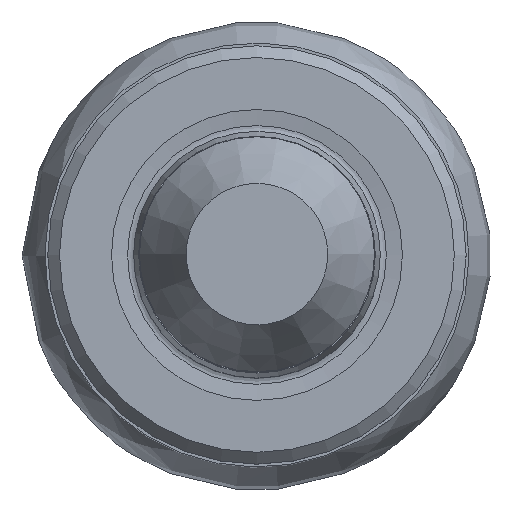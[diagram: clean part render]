
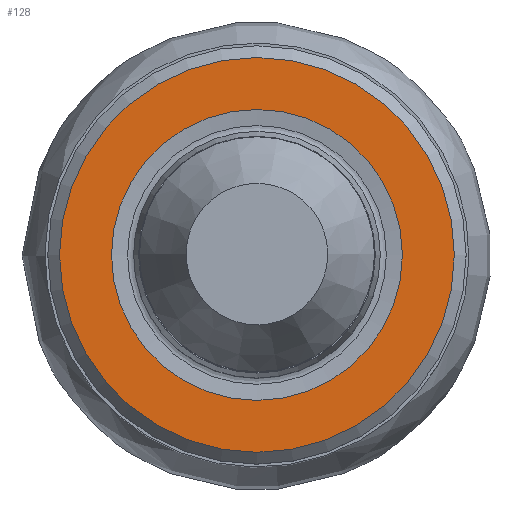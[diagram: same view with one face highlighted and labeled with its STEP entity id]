
A CAD part, top view. The second image highlights one B-rep face of the part: STEP entity #128.
In plain terms, the highlighted planar face has unit normal (0, 0, 1).
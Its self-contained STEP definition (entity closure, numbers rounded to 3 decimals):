
#116=PLANE('',#454);
#128=ADVANCED_FACE('CU_SU1',(#166,#167),#116,.F.);
#166=FACE_BOUND('',#212,.T.);
#167=FACE_BOUND('',#213,.T.);
#212=EDGE_LOOP('',(#258));
#213=EDGE_LOOP('',(#259));
#258=ORIENTED_EDGE('',*,*,#319,.F.);
#259=ORIENTED_EDGE('',*,*,#320,.T.);
#295=VERTEX_POINT('',#637);
#296=VERTEX_POINT('',#640);
#319=EDGE_CURVE('',#295,#295,#342,.T.);
#320=EDGE_CURVE('',#296,#296,#343,.T.);
#342=CIRCLE('',#451,8.4);
#343=CIRCLE('',#453,6.19);
#451=AXIS2_PLACEMENT_3D('',#636,#530,#531);
#453=AXIS2_PLACEMENT_3D('',#639,#534,#535);
#454=AXIS2_PLACEMENT_3D('',#641,#536,#537);
#530=DIRECTION('',(0.,0.,-1.));
#531=DIRECTION('',(-1.,0.,0.));
#534=DIRECTION('',(0.,0.,-1.));
#535=DIRECTION('',(-1.,0.,0.));
#536=DIRECTION('',(0.,0.,-1.));
#537=DIRECTION('',(-1.,0.,0.));
#636=CARTESIAN_POINT('',(0.,0.,0.));
#637=CARTESIAN_POINT('',(-8.4,0.,0.));
#639=CARTESIAN_POINT('',(0.,0.,0.));
#640=CARTESIAN_POINT('',(-6.19,0.,0.));
#641=CARTESIAN_POINT('',(0.,6.19,0.));
